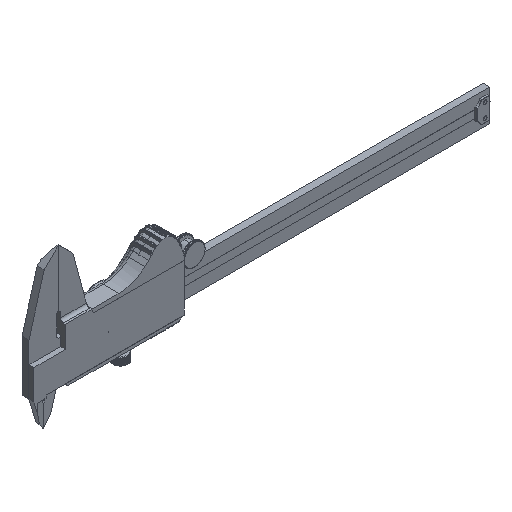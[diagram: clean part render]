
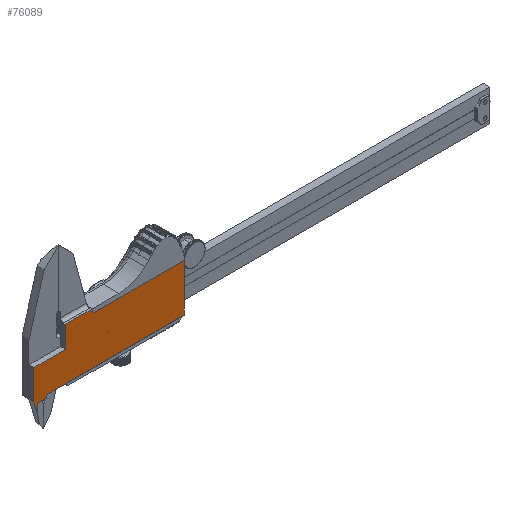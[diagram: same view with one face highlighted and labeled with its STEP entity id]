
A CAD part, isometric view. The second image highlights one B-rep face of the part: STEP entity #76089.
In plain terms, the highlighted planar face has unit normal (0, -1, 0).
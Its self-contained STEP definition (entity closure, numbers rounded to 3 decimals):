
#6897=AXIS2_PLACEMENT_3D('',#123210,#28250,$);
#8714=PLANE('',#6897);
#13671=VECTOR('',#28153,1.);
#13690=VECTOR('',#28174,1.);
#13694=VECTOR('',#28181,1.);
#13696=VECTOR('',#28184,1.);
#13700=VECTOR('',#28189,1.);
#13708=VECTOR('',#28201,1.);
#13711=VECTOR('',#28207,1.);
#13734=VECTOR('',#28251,1.);
#13735=VECTOR('',#28252,1.);
#13736=VECTOR('',#28253,1.);
#13737=VECTOR('',#28254,1.);
#13738=VECTOR('',#28255,1.);
#18768=LINE('',#123077,#13671);
#18787=LINE('',#123114,#13690);
#18791=LINE('',#123124,#13694);
#18793=LINE('',#123128,#13696);
#18797=LINE('',#123136,#13700);
#18805=LINE('',#123152,#13708);
#18808=LINE('',#123159,#13711);
#18831=LINE('',#123211,#13734);
#18832=LINE('',#123213,#13735);
#18833=LINE('',#123214,#13736);
#18834=LINE('',#123216,#13737);
#18835=LINE('',#123218,#13738);
#28153=DIRECTION('',(0.,0.,-1.));
#28174=DIRECTION('',(0.,0.,1.));
#28181=DIRECTION('',(1.,0.,0.));
#28184=DIRECTION('',(0.,0.,1.));
#28189=DIRECTION('',(-0.281,0.,0.96));
#28201=DIRECTION('',(0.,0.,-1.));
#28207=DIRECTION('',(-1.,0.,0.));
#28250=DIRECTION('',(0.,-1.,0.));
#28251=DIRECTION('',(0.,0.,1.));
#28252=DIRECTION('',(1.,0.,0.));
#28253=DIRECTION('',(-1.,0.,0.));
#28254=DIRECTION('',(-0.259,0.,0.966));
#28255=DIRECTION('',(-1.,0.,0.));
#34554=VERTEX_POINT('',#123076);
#34555=VERTEX_POINT('',#123078);
#34570=VERTEX_POINT('',#123113);
#34571=VERTEX_POINT('',#123115);
#34575=VERTEX_POINT('',#123125);
#34576=VERTEX_POINT('',#123129);
#34578=VERTEX_POINT('',#123135);
#34582=VERTEX_POINT('',#123151);
#34583=VERTEX_POINT('',#123153);
#34598=VERTEX_POINT('',#123212);
#34599=VERTEX_POINT('',#123215);
#34600=VERTEX_POINT('',#123217);
#46903=EDGE_CURVE('',#34554,#34555,#18768,.T.);
#46922=EDGE_CURVE('',#34570,#34571,#18787,.T.);
#46927=EDGE_CURVE('',#34575,#34570,#18791,.T.);
#46929=EDGE_CURVE('',#34576,#34575,#18793,.T.);
#46933=EDGE_CURVE('',#34578,#34576,#18797,.T.);
#46941=EDGE_CURVE('',#34582,#34583,#18805,.T.);
#46945=EDGE_CURVE('',#34555,#34582,#18808,.T.);
#46973=EDGE_CURVE('',#34578,#34598,#18831,.T.);
#46974=EDGE_CURVE('',#34598,#34583,#18832,.T.);
#46975=EDGE_CURVE('',#34554,#34599,#18833,.T.);
#46976=EDGE_CURVE('',#34599,#34600,#18834,.T.);
#46977=EDGE_CURVE('',#34600,#34571,#18835,.T.);
#65180=ORIENTED_EDGE('',*,*,#46929,.F.);
#65181=ORIENTED_EDGE('',*,*,#46933,.F.);
#65182=ORIENTED_EDGE('',*,*,#46973,.T.);
#65183=ORIENTED_EDGE('',*,*,#46974,.T.);
#65184=ORIENTED_EDGE('',*,*,#46941,.F.);
#65185=ORIENTED_EDGE('',*,*,#46945,.F.);
#65186=ORIENTED_EDGE('',*,*,#46903,.F.);
#65187=ORIENTED_EDGE('',*,*,#46975,.T.);
#65188=ORIENTED_EDGE('',*,*,#46976,.T.);
#65189=ORIENTED_EDGE('',*,*,#46977,.T.);
#65190=ORIENTED_EDGE('',*,*,#46922,.F.);
#65191=ORIENTED_EDGE('',*,*,#46927,.F.);
#69129=EDGE_LOOP('',(#65180,#65181,#65182,#65183,#65184,#65185,#65186,#65187,
#65188,#65189,#65190,#65191));
#72716=FACE_BOUND('',#69129,.T.);
#76089=ADVANCED_FACE('',(#72716),#8714,.T.);
#123076=CARTESIAN_POINT('',(61.,-2.5,-36.));
#123077=CARTESIAN_POINT('',(61.,-2.5,-36.));
#123078=CARTESIAN_POINT('',(61.,-2.5,-60.));
#123113=CARTESIAN_POINT('',(1.,-2.5,-45.));
#123114=CARTESIAN_POINT('',(1.,-2.5,-45.));
#123115=CARTESIAN_POINT('',(1.,-2.5,-34.));
#123124=CARTESIAN_POINT('',(-15.,-2.5,-45.));
#123125=CARTESIAN_POINT('',(-15.,-2.5,-45.));
#123128=CARTESIAN_POINT('',(-15.,-2.5,-60.));
#123129=CARTESIAN_POINT('',(-15.,-2.5,-60.));
#123135=CARTESIAN_POINT('',(-13.195,-2.5,-66.154));
#123136=CARTESIAN_POINT('',(-13.195,-2.5,-66.154));
#123151=CARTESIAN_POINT('',(-8.876,-2.5,-60.));
#123152=CARTESIAN_POINT('',(-8.876,-2.5,-60.));
#123153=CARTESIAN_POINT('',(-8.876,-2.5,-61.5));
#123159=CARTESIAN_POINT('',(61.,-2.5,-60.));
#123210=CARTESIAN_POINT('',(-15.01,-2.5,-33.99));
#123211=CARTESIAN_POINT('',(-13.195,-2.5,-66.154));
#123212=CARTESIAN_POINT('',(-13.195,-2.5,-61.5));
#123213=CARTESIAN_POINT('',(-13.195,-2.5,-61.5));
#123214=CARTESIAN_POINT('',(61.,-2.5,-36.));
#123215=CARTESIAN_POINT('',(14.953,-2.5,-36.));
#123216=CARTESIAN_POINT('',(14.953,-2.5,-36.));
#123217=CARTESIAN_POINT('',(14.417,-2.5,-34.));
#123218=CARTESIAN_POINT('',(14.417,-2.5,-34.));
